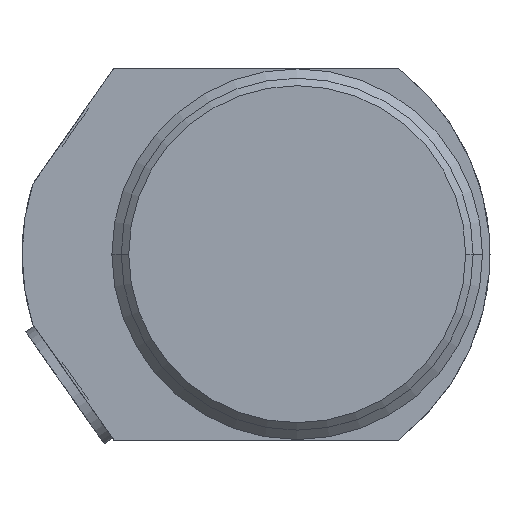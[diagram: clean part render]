
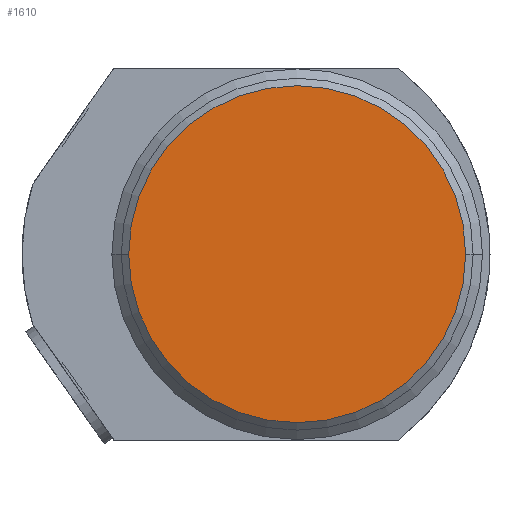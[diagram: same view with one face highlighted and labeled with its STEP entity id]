
A CAD part, left-side view. The second image highlights one B-rep face of the part: STEP entity #1610.
In plain terms, the highlighted planar face has unit normal (-1, 0, 0).
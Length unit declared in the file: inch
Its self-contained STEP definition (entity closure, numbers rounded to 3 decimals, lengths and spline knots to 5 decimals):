
#580=CARTESIAN_POINT('',(-2.5,-0.165,0.));
#581=DIRECTION('',(-1.,0.,0.));
#582=DIRECTION('',(0.,1.,0.));
#583=AXIS2_PLACEMENT_3D('',#580,#581,#582);
#598=CARTESIAN_POINT('',(-2.5,-0.165,0.));
#599=DIRECTION('',(1.,0.,0.));
#600=DIRECTION('',(0.,1.,0.));
#601=AXIS2_PLACEMENT_3D('',#598,#599,#600);
#876=CARTESIAN_POINT('',(-2.5,0.51,0.));
#877=CARTESIAN_POINT('',(-2.5,-0.84,0.));
#878=VERTEX_POINT('',#876);
#879=VERTEX_POINT('',#877);
#1600=CARTESIAN_POINT('',(-2.5,0.,0.));
#1601=DIRECTION('',(1.,0.,0.));
#1602=DIRECTION('',(0.,0.,-1.));
#1603=AXIS2_PLACEMENT_3D('',#1600,#1601,#1602);
#1604=PLANE('',#1603);
#1605=ORIENTED_EDGE('',*,*,#1590,.F.);
#1607=ORIENTED_EDGE('',*,*,#1606,.T.);
#1608=EDGE_LOOP('',(#1605,#1607));
#1609=FACE_OUTER_BOUND('',#1608,.F.);
#1610=ADVANCED_FACE('',(#1609),#1604,.F.);
#584=CIRCLE('',#583,0.675);
#602=CIRCLE('',#601,0.675);
#1590=EDGE_CURVE('',#878,#879,#584,.T.);
#1606=EDGE_CURVE('',#878,#879,#602,.T.);
